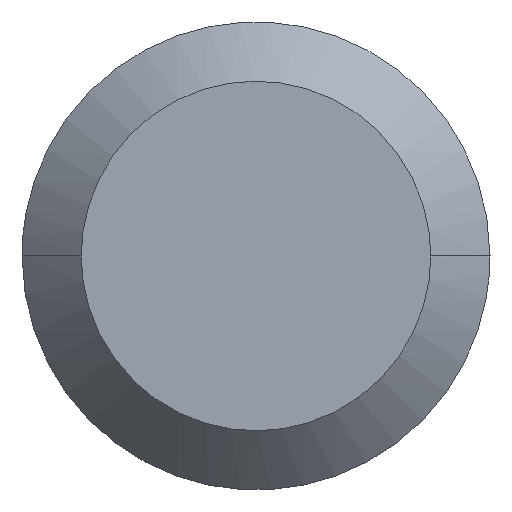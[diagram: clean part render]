
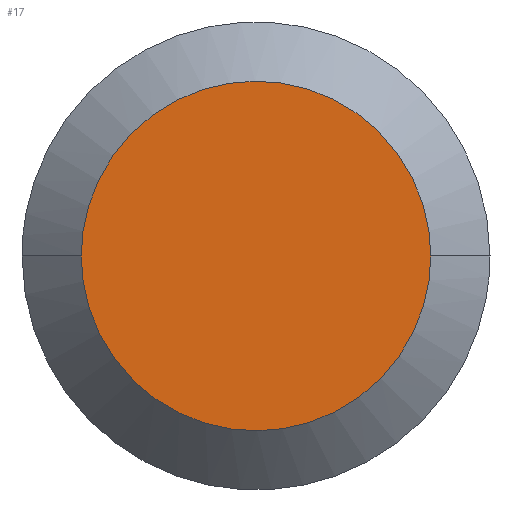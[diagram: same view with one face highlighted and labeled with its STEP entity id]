
A CAD part, left-side view. The second image highlights one B-rep face of the part: STEP entity #17.
In plain terms, the highlighted free-form (B-spline) face has degree [1, 1] with [2, 2] control points.
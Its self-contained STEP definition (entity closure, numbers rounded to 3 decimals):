
#17 = ADVANCED_FACE('',(#18),#40,.T.);
#18 = FACE_BOUND('',#19,.T.);
#19 = EDGE_LOOP('',(#20,#32));
#20 = ORIENTED_EDGE('',*,*,#21,.T.);
#21 = EDGE_CURVE('',#22,#24,#26,.T.);
#22 = VERTEX_POINT('',#23);
#23 = CARTESIAN_POINT('',(-34.093,-29.305,
    235.283));
#24 = VERTEX_POINT('',#25);
#25 = CARTESIAN_POINT('',(-34.093,-22.412,
    235.283));
#26 = ( BOUNDED_CURVE() B_SPLINE_CURVE(2,(#27,#28,#29,#30,#31),
.UNSPECIFIED.,.F.,.F.) B_SPLINE_CURVE_WITH_KNOTS((3,2,3),(1.571
,3.142,4.712),.PIECEWISE_BEZIER_KNOTS.) CURVE() 
GEOMETRIC_REPRESENTATION_ITEM() RATIONAL_B_SPLINE_CURVE((1.,
0.707,1.,0.707,1.)) REPRESENTATION_ITEM('') );
#27 = CARTESIAN_POINT('',(-34.093,-29.305,
    235.283));
#28 = CARTESIAN_POINT('',(-34.093,-29.305,
    238.729));
#29 = CARTESIAN_POINT('',(-34.093,-25.859,
    238.729));
#30 = CARTESIAN_POINT('',(-34.093,-22.412,
    238.729));
#31 = CARTESIAN_POINT('',(-34.093,-22.412,
    235.283));
#32 = ORIENTED_EDGE('',*,*,#33,.T.);
#33 = EDGE_CURVE('',#24,#22,#34,.T.);
#34 = ( BOUNDED_CURVE() B_SPLINE_CURVE(2,(#35,#36,#37,#38,#39),
.UNSPECIFIED.,.F.,.F.) B_SPLINE_CURVE_WITH_KNOTS((3,2,3),(4.712
,6.283,7.854),.PIECEWISE_BEZIER_KNOTS.) CURVE() 
GEOMETRIC_REPRESENTATION_ITEM() RATIONAL_B_SPLINE_CURVE((1.,
0.707,1.,0.707,1.)) REPRESENTATION_ITEM('') );
#35 = CARTESIAN_POINT('',(-34.093,-22.412,
    235.283));
#36 = CARTESIAN_POINT('',(-34.093,-22.412,
    231.837));
#37 = CARTESIAN_POINT('',(-34.093,-25.859,
    231.837));
#38 = CARTESIAN_POINT('',(-34.093,-29.305,
    231.837));
#39 = CARTESIAN_POINT('',(-34.093,-29.305,
    235.283));
#40 = B_SPLINE_SURFACE_WITH_KNOTS('',1,1,(
    (#41,#42)
    ,(#43,#44
    )),.UNSPECIFIED.,.F.,.F.,.F.,(2,2),(2,2),(19.183,
    25.082),(198.429,204.328),
  .PIECEWISE_BEZIER_KNOTS.);
#41 = CARTESIAN_POINT('',(-34.093,-22.412,
    231.837));
#42 = CARTESIAN_POINT('',(-34.093,-22.412,
    238.729));
#43 = CARTESIAN_POINT('',(-34.093,-29.305,
    231.837));
#44 = CARTESIAN_POINT('',(-34.093,-29.305,
    238.729));
